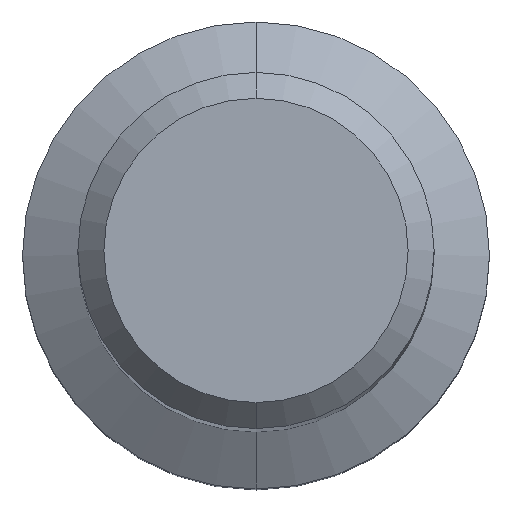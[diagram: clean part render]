
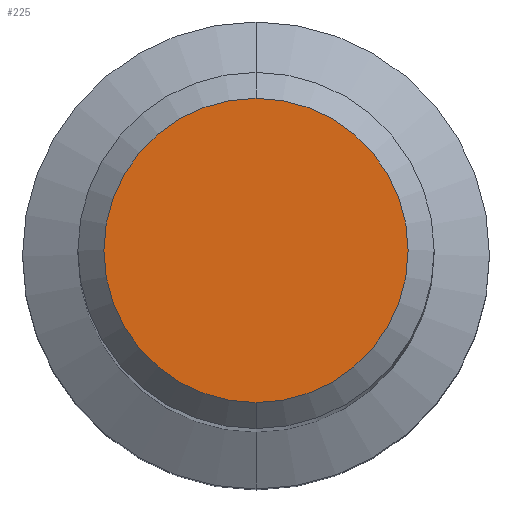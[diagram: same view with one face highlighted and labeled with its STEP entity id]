
A CAD part, top view. The second image highlights one B-rep face of the part: STEP entity #225.
In plain terms, the highlighted planar face has unit normal (0, 0, 1).
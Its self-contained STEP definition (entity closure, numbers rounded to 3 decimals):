
#225=ADVANCED_FACE('',(#613),#614,.T.);
#383=EDGE_CURVE('',#561,#477,#789,.T.);
#471=EDGE_CURVE('',#477,#561,#889,.T.);
#477=VERTEX_POINT('',#895);
#561=VERTEX_POINT('',#987);
#613=FACE_OUTER_BOUND('',#1037,.T.);
#614=PLANE('',#1038);
#789=CIRCLE('',#1356,4.655);
#889=CIRCLE('',#1543,4.655);
#895=CARTESIAN_POINT('',(0.,-4.655,0.0));
#987=CARTESIAN_POINT('',(0.0,4.655,0.0));
#1037=EDGE_LOOP('',(#1820,#1821));
#1038=AXIS2_PLACEMENT_3D('',#1822,#1823,#1824);
#1356=AXIS2_PLACEMENT_3D('',#2023,#2024,#2025);
#1543=AXIS2_PLACEMENT_3D('',#2158,#2159,#2160);
#1820=ORIENTED_EDGE('',*,*,#383,.F.);
#1821=ORIENTED_EDGE('',*,*,#471,.F.);
#1822=CARTESIAN_POINT('',(0.0,2.327,0.0));
#1823=DIRECTION('',(-0.0,0.0,1.0));
#1824=DIRECTION('',(0.0,-1.0,0.0));
#2023=CARTESIAN_POINT('',(0.0,0.0,0.0));
#2024=DIRECTION('',(0.0,0.0,-1.0));
#2025=DIRECTION('',(0.0,1.0,0.0));
#2158=CARTESIAN_POINT('',(0.0,0.0,0.0));
#2159=DIRECTION('',(0.0,0.0,-1.0));
#2160=DIRECTION('',(0.0,1.0,0.0));
